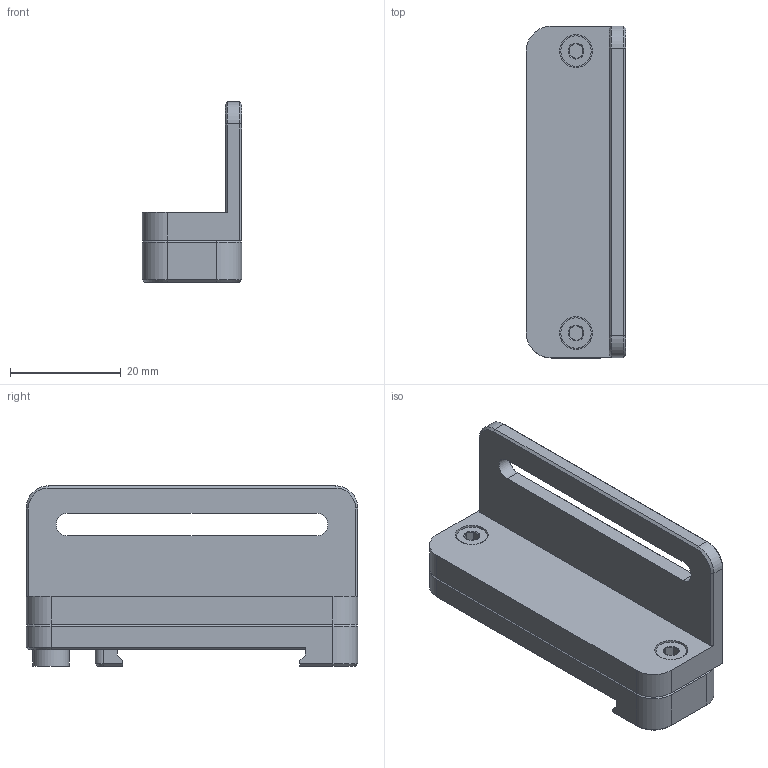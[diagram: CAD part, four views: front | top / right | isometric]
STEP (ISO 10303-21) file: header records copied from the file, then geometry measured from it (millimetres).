
FILE_DESCRIPTION(/* description */ (''),/* implementation_level */ '2;1');
FILE_NAME(/* name */ 'LRS-200-24_PSU_DIN_side_mount.step',/* time_stamp */ '2025-04-30T12:38:11-05:00',/* author */ (''),/* organization */ (''),/* preprocessor_version */ 'ST-DEVELOPER v20.1',/* originating_system */ 'Autodesk Translation Framework v14.4.0.0',/* authorisation */ '');
FILE_SCHEMA (('AUTOMOTIVE_DESIGN { 1 0 10303 214 3 1 1 }'));
Length unit declared in the file: millimetre
Products named in the file (5): LRS-200-24-PSU_DIN_mount; side_mount; heatset; (Unsaved); M3x8 SHCS
Assembly tree (6 placements, depth 3):
  LRS-200-24-PSU_DIN_mount
    side_mount
      heatset
      (Unsaved)  x2
      M3x8 SHCS  x2
Bounding box: 18 x 60 x 32.6 mm (x, y, z)
Volume: 13012.3 mm3; surface area: 10138.2 mm2
Topology: 6 solids, 6 shells, 640 faces, 1712 edges, 1116 vertices
Faces by surface type: bspline 276, plane 187, cylinder 109, cone 68
Full cylindrical faces by diameter (mm): 2.9 x2, 3 x2, 3.2 x2, 3.4 x2, 4.1 x2, 4.25 x4, 4.6 x2, 5.5 x2, 6 x2, 6.6 x1
Entity records: 21456 total; most frequent: CARTESIAN_POINT 10181, ORIENTED_EDGE 2622, DIRECTION 1772, EDGE_CURVE 1311, VERTEX_POINT 854, LINE 634, VECTOR 634, AXIS2_PLACEMENT_3D 569
